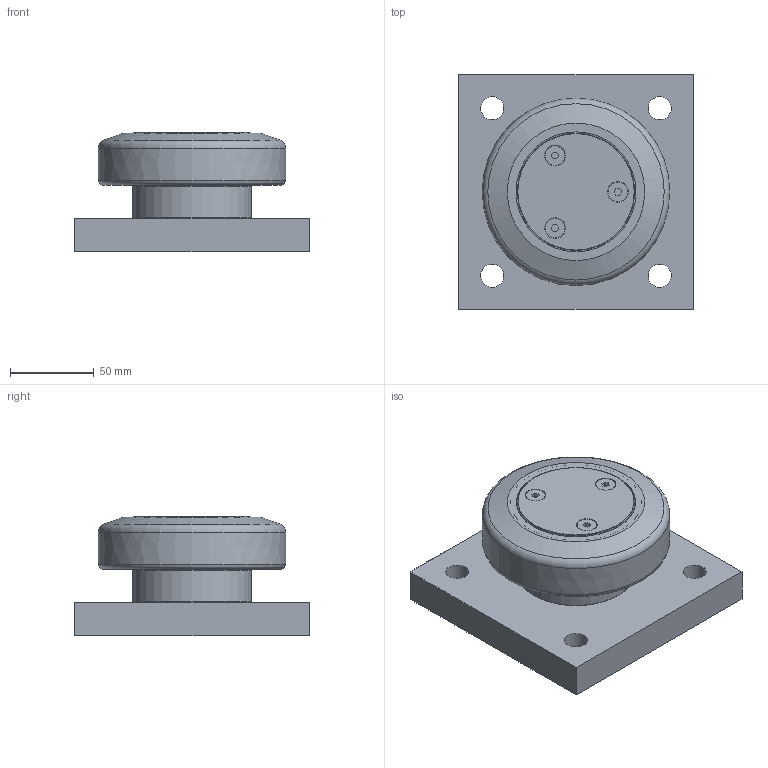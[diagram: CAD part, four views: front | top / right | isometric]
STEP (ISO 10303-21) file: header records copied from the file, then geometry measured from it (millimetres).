
FILE_DESCRIPTION(/* description */ ('-'),/* implementation_level */ '2;1');
FILE_NAME(/* name */ 'ALFATEC_PT110-0460BQ1000.stp',/* time_stamp */ '2021-01-27T13:44:52+01:00',/* author */ ('kstaebler'),/* organization */ (''),/* preprocessor_version */ 'ST-DEVELOPER v18.1',/* originating_system */ 'Autodesk Inventor 2020',/* authorisation */ '');
FILE_SCHEMA (('AUTOMOTIVE_DESIGN { 1 0 10303 214 3 1 1 }'));
Length unit declared in the file: millimetre
Products named in the file (1): PT 110.0460 BQ1000_Kontur
Bounding box: 140 x 140 x 71.5 mm (x, y, z)
Volume: 697182.4 mm3; surface area: 100518.7 mm2
Topology: 2 solids, 2 shells, 86 faces, 241 edges, 173 vertices
Faces by surface type: plane 43, cylinder 27, cone 10, torus 5, bspline 1
Full cylindrical faces by diameter (mm): 3 x2, 4.5 x1, 4.917 x1, 11.7 x3, 12.4 x3, 13.835 x4, 63 x1, 69.3 x1, 70 x1, 70.5 x1, 71 x1, 71.5 x1, 75 x1, 77 x1, 78 x1, 79 x2, 83.3 x1
Entity records: 3322 total; most frequent: CARTESIAN_POINT 794, DIRECTION 512, ORIENTED_EDGE 480, EDGE_CURVE 240, AXIS2_PLACEMENT_3D 204, VERTEX_POINT 173, CIRCLE 118, EDGE_LOOP 117
